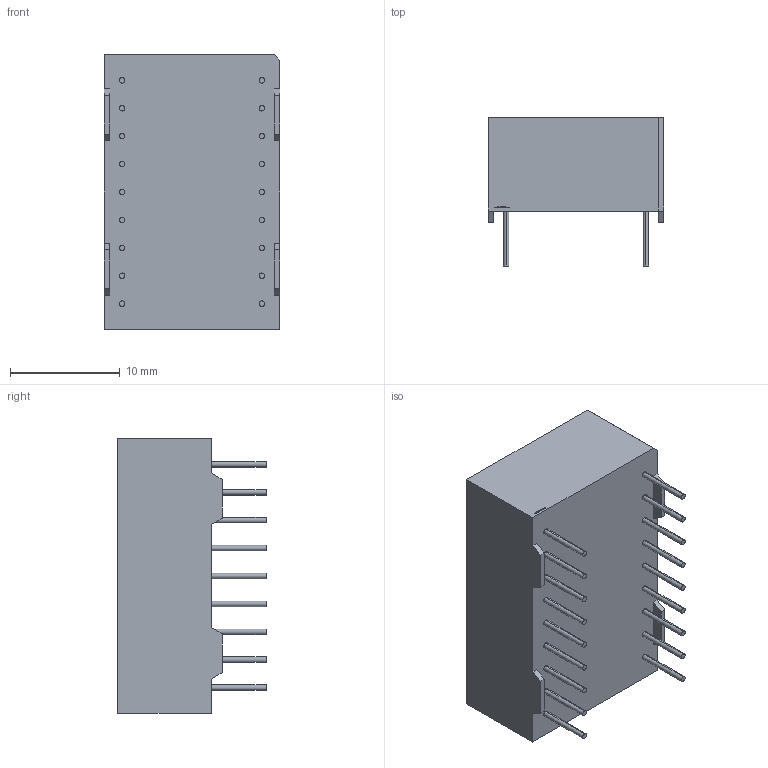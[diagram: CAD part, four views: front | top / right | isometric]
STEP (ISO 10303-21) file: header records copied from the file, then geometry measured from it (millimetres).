
FILE_DESCRIPTION (( 'STEP AP214' ), '1' );
FILE_NAME ('PSA05-11.STEP', '2008-09-07T15:42:34', ( '' ), ( '' ), 'SwSTEP 2.0', 'SolidWorks 2008', '' );
FILE_SCHEMA (( 'AUTOMOTIVE_DESIGN' ));
Length unit declared in the file: millimetre
Products named in the file (1): PSA05-11
Bounding box: 16 x 13.5 x 25 mm (x, y, z)
Volume: 3417.7 mm3; surface area: 1687.6 mm2
Topology: 1 solids, 1 shells, 469 faces, 1212 edges, 808 vertices
Faces by surface type: plane 315, bspline 116, cylinder 38
Entity records: 24215 total; most frequent: CARTESIAN_POINT 8878, ORIENTED_EDGE 2424, DIRECTION 1764, EDGE_CURVE 1212, VECTOR 904, LINE 904, VERTEX_POINT 808, EDGE_LOOP 532
